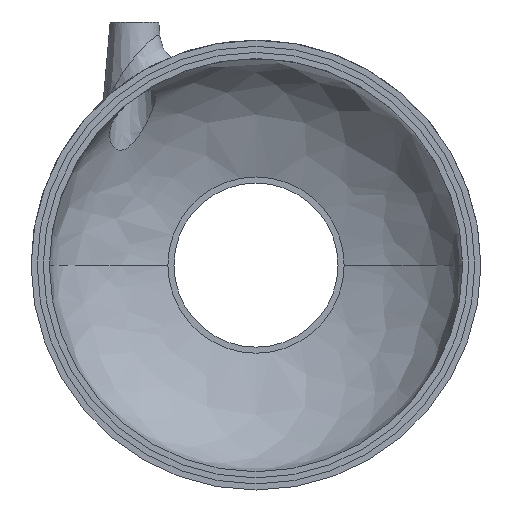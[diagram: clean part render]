
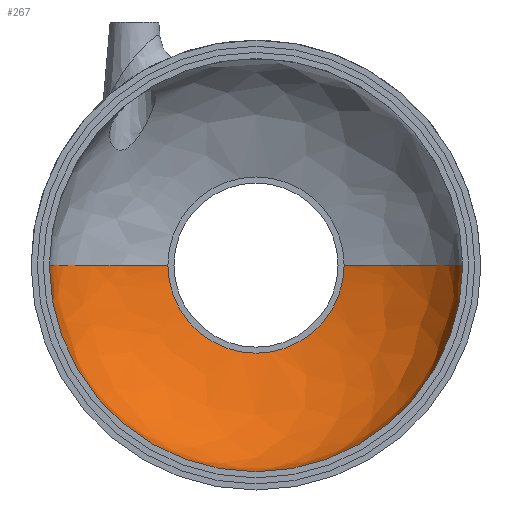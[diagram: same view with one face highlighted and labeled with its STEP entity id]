
A CAD part, front view. The second image highlights one B-rep face of the part: STEP entity #267.
In plain terms, the highlighted free-form (B-spline) face has degree [3, 3] with [4, 4] control points.
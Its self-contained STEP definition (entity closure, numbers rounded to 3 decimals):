
#92 = DIRECTION ( 'NONE',  ( -1., 0., 0. ) ) ;
#124 = CARTESIAN_POINT ( 'NONE',  ( -53.497, 128.978, -106.994 ) ) ;
#127 = CIRCLE ( 'NONE', #2562, 68. ) ;
#144 = CARTESIAN_POINT ( 'NONE',  ( 29., 134.753, 0. ) ) ;
#186 = ORIENTED_EDGE ( 'NONE', *, *, #3342, .F. ) ;
#206 = EDGE_CURVE ( 'NONE', #490, #1693, #127, .T. ) ;
#267 = ADVANCED_FACE ( 'NONE', ( #3089 ), #1270, .F. ) ;
#362 = DIRECTION ( 'NONE',  ( -1., 0., 0. ) ) ;
#394 = CARTESIAN_POINT ( 'NONE',  ( -29., 134.753, -58. ) ) ;
#409 = CARTESIAN_POINT ( 'NONE',  ( 29., 134.753, 0. ) ) ;
#490 = VERTEX_POINT ( 'NONE', #1794 ) ;
#494 = CARTESIAN_POINT ( 'NONE',  ( -29., 134.753, 0. ) ) ;
#505 = CARTESIAN_POINT ( 'NONE',  ( -68., 104., 0. ) ) ;
#681 = CARTESIAN_POINT ( 'NONE',  ( -68., 104., 0. ) ) ;
#687 = VERTEX_POINT ( 'NONE', #494 ) ;
#860 = DIRECTION ( 'NONE',  ( -1., 0., 0. ) ) ;
#892 = ORIENTED_EDGE ( 'NONE', *, *, #1805, .F. ) ;
#895 = DIRECTION ( 'NONE',  ( 0., -1., 0. ) ) ;
#941 = CARTESIAN_POINT ( 'NONE',  ( 0., 104., 0. ) ) ;
#956 = CARTESIAN_POINT ( 'NONE',  ( 68., 117.542, 0. ) ) ;
#1103 = AXIS2_PLACEMENT_3D ( 'NONE', #2747, #895, #860 ) ;
#1145 = CARTESIAN_POINT ( 'NONE',  ( -53.497, 128.978, 0. ) ) ;
#1153 = CARTESIAN_POINT ( 'NONE',  ( 0., 134.753, 0. ) ) ;
#1180 = CARTESIAN_POINT ( 'NONE',  ( -29., 134.753, 0. ) ) ;
#1201 = CARTESIAN_POINT ( 'NONE',  ( -68., 117.542, -136. ) ) ;
#1236 = CARTESIAN_POINT ( 'NONE',  ( 68., 104., -136. ) ) ;
#1270 =( BOUNDED_SURFACE ( )  B_SPLINE_SURFACE ( 3, 3, ( 
 ( #144, #3123, #394, #3052 ),
 ( #1983, #1469, #124, #2327 ),
 ( #2553, #3071, #1201, #2520 ),
 ( #2024, #1236, #3106, #681 ) ),
 .UNSPECIFIED., .F., .F., .F. ) 
 B_SPLINE_SURFACE_WITH_KNOTS ( ( 4, 4 ),
 ( 4, 4 ),
 ( 0., 1. ),
 ( 0., 1. ),
 .UNSPECIFIED. ) 
 GEOMETRIC_REPRESENTATION_ITEM ( )  RATIONAL_B_SPLINE_SURFACE ( (
 ( 1., 0.333, 0.333, 1.),
 ( 0.896, 0.299, 0.299, 0.896),
 ( 0.896, 0.299, 0.299, 0.896),
 ( 1., 0.333, 0.333, 1.) ) ) 
 REPRESENTATION_ITEM ( '' )  SURFACE ( )  );
#1342 = EDGE_CURVE ( 'NONE', #687, #1693, #2733, .T. ) ;
#1374 = CARTESIAN_POINT ( 'NONE',  ( -68., 117.542, 0. ) ) ;
#1392 = VERTEX_POINT ( 'NONE', #1669 ) ;
#1469 = CARTESIAN_POINT ( 'NONE',  ( 53.497, 128.978, -106.994 ) ) ;
#1616 = AXIS2_PLACEMENT_3D ( 'NONE', #1153, #3320, #362 ) ;
#1669 = CARTESIAN_POINT ( 'NONE',  ( 29., 134.753, 0. ) ) ;
#1693 = VERTEX_POINT ( 'NONE', #505 ) ;
#1701 = CARTESIAN_POINT ( 'NONE',  ( -68., 104., 0. ) ) ;
#1794 = CARTESIAN_POINT ( 'NONE',  ( 68., 104., 0. ) ) ;
#1805 = EDGE_CURVE ( 'NONE', #1392, #490, #2984, .T. ) ;
#1824 = CARTESIAN_POINT ( 'NONE',  ( 53.497, 128.978, 0. ) ) ;
#1968 = ORIENTED_EDGE ( 'NONE', *, *, #2536, .F. ) ;
#1983 = CARTESIAN_POINT ( 'NONE',  ( 53.497, 128.978, 0. ) ) ;
#2024 = CARTESIAN_POINT ( 'NONE',  ( 68., 104., 0. ) ) ;
#2090 = CARTESIAN_POINT ( 'NONE',  ( 68., 104., 0. ) ) ;
#2300 = VERTEX_POINT ( 'NONE', #2773 ) ;
#2327 = CARTESIAN_POINT ( 'NONE',  ( -53.497, 128.978, 0. ) ) ;
#2462 = ORIENTED_EDGE ( 'NONE', *, *, #1342, .T. ) ;
#2520 = CARTESIAN_POINT ( 'NONE',  ( -68., 117.542, 0. ) ) ;
#2536 = EDGE_CURVE ( 'NONE', #687, #2300, #2927, .T. ) ;
#2553 = CARTESIAN_POINT ( 'NONE',  ( 68., 117.542, 0. ) ) ;
#2562 = AXIS2_PLACEMENT_3D ( 'NONE', #941, #2572, #92 ) ;
#2572 = DIRECTION ( 'NONE',  ( 0., 1., 0. ) ) ;
#2733 =( BOUNDED_CURVE ( )  B_SPLINE_CURVE ( 3, ( #1180, #1145, #1374, #1701 ),
 .UNSPECIFIED., .F., .T. ) 
 B_SPLINE_CURVE_WITH_KNOTS ( ( 4, 4 ),
 ( 5.153, 6.283 ),
 .UNSPECIFIED. ) 
 CURVE ( )  GEOMETRIC_REPRESENTATION_ITEM ( )  RATIONAL_B_SPLINE_CURVE ( ( 1., 0.896, 0.896, 1. ) ) 
 REPRESENTATION_ITEM ( '' )  );
#2747 = CARTESIAN_POINT ( 'NONE',  ( 0., 134.753, 0. ) ) ;
#2773 = CARTESIAN_POINT ( 'NONE',  ( 0., 134.753, -29. ) ) ;
#2927 = CIRCLE ( 'NONE', #1103, 29. ) ;
#2984 =( BOUNDED_CURVE ( )  B_SPLINE_CURVE ( 3, ( #409, #1824, #956, #2090 ),
 .UNSPECIFIED., .F., .T. ) 
 B_SPLINE_CURVE_WITH_KNOTS ( ( 4, 4 ),
 ( 5.153, 6.283 ),
 .UNSPECIFIED. ) 
 CURVE ( )  GEOMETRIC_REPRESENTATION_ITEM ( )  RATIONAL_B_SPLINE_CURVE ( ( 1., 0.896, 0.896, 1. ) ) 
 REPRESENTATION_ITEM ( '' )  );
#3006 = EDGE_LOOP ( 'NONE', ( #892, #186, #1968, #2462, #3205 ) ) ;
#3052 = CARTESIAN_POINT ( 'NONE',  ( -29., 134.753, 0. ) ) ;
#3071 = CARTESIAN_POINT ( 'NONE',  ( 68., 117.542, -136. ) ) ;
#3089 = FACE_OUTER_BOUND ( 'NONE', #3006, .T. ) ;
#3106 = CARTESIAN_POINT ( 'NONE',  ( -68., 104., -136. ) ) ;
#3123 = CARTESIAN_POINT ( 'NONE',  ( 29., 134.753, -58. ) ) ;
#3205 = ORIENTED_EDGE ( 'NONE', *, *, #206, .F. ) ;
#3307 = CIRCLE ( 'NONE', #1616, 29. ) ;
#3320 = DIRECTION ( 'NONE',  ( 0., -1., 0. ) ) ;
#3342 = EDGE_CURVE ( 'NONE', #2300, #1392, #3307, .T. ) ;
